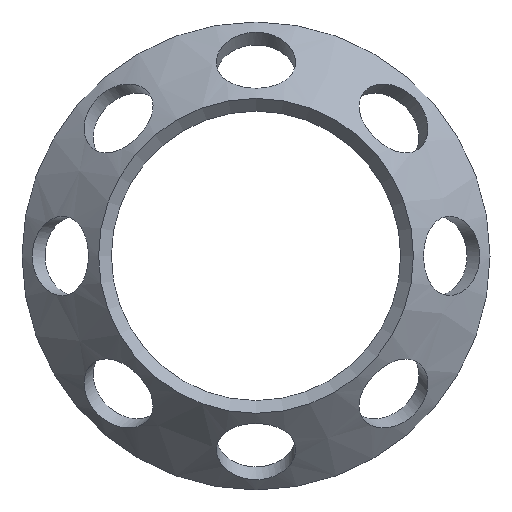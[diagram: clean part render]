
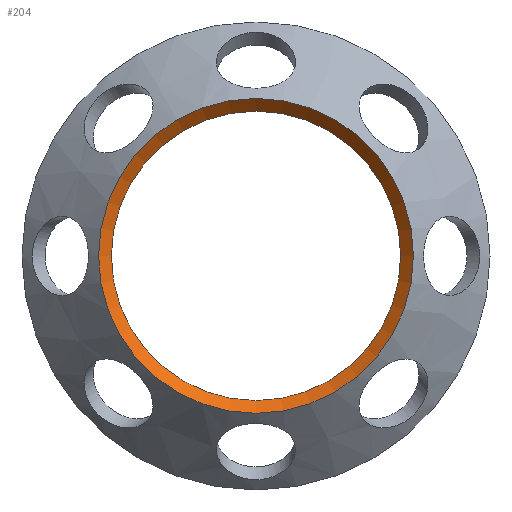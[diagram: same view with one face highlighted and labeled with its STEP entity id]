
A CAD part, top view. The second image highlights one B-rep face of the part: STEP entity #204.
In plain terms, the highlighted conical face has half-angle 45 degrees and reference radius 8.371 mm.
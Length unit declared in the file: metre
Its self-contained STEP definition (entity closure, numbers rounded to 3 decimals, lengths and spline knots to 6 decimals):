
#36=ORIENTED_EDGE('',*,*,#76,.F.);
#37=ORIENTED_EDGE('',*,*,#77,.T.);
#76=EDGE_CURVE('',#96,#96,#116,.T.);
#77=EDGE_CURVE('',#97,#97,#117,.T.);
#96=VERTEX_POINT('',#282);
#97=VERTEX_POINT('',#284);
#116=CIRCLE('',#230,0.008725);
#117=CIRCLE('',#231,0.008018);
#120=EDGE_LOOP('',(#36));
#121=EDGE_LOOP('',(#37));
#160=FACE_BOUND('',#120,.T.);
#161=FACE_BOUND('',#121,.T.);
#200=CONICAL_SURFACE('',#229,0.008371,0.785);
#204=ADVANCED_FACE('',(#160,#161),#200,.F.);
#229=AXIS2_PLACEMENT_3D('',#280,#247,#248);
#230=AXIS2_PLACEMENT_3D('',#281,#249,#250);
#231=AXIS2_PLACEMENT_3D('',#283,#251,#252);
#247=DIRECTION('',(0.,0.,1.));
#248=DIRECTION('',(0.,1.,0.));
#249=DIRECTION('',(0.,0.,-1.));
#250=DIRECTION('',(1.,0.,0.));
#251=DIRECTION('',(0.,0.,-1.));
#252=DIRECTION('',(1.,0.,0.));
#280=CARTESIAN_POINT('',(0.,0.,0.018864));
#281=CARTESIAN_POINT('',(0.,0.,0.019217));
#282=CARTESIAN_POINT('',(0.008725,0.,0.019217));
#283=CARTESIAN_POINT('',(0.,0.,0.01851));
#284=CARTESIAN_POINT('',(0.008018,0.,0.01851));
